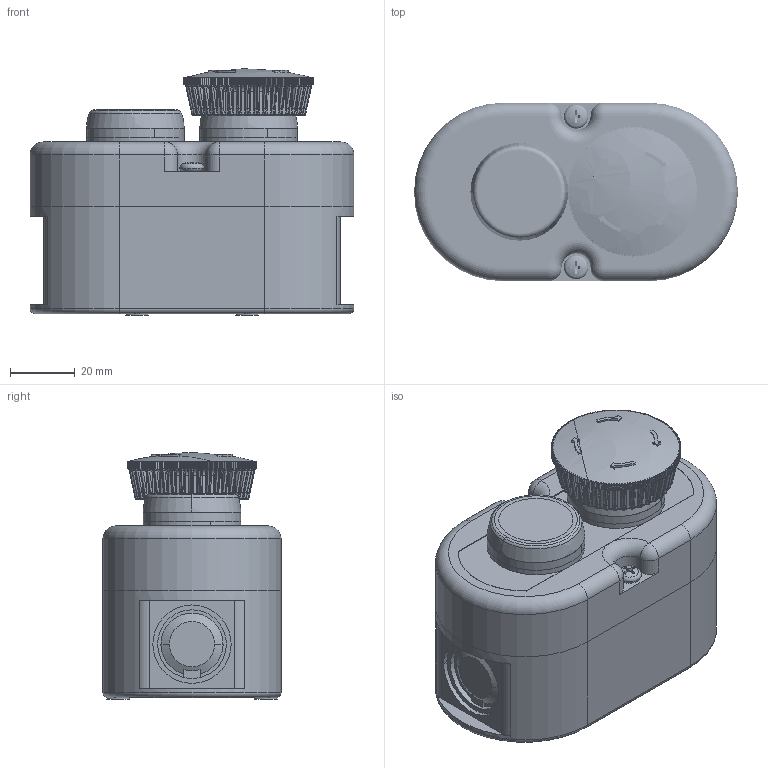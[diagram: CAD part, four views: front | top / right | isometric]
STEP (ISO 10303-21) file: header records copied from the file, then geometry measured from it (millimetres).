
FILE_DESCRIPTION((''),'2;1');
FILE_NAME('SINGLE_STATION_STOP__004771447_ASM','2023-10-09T09:37:47',('klemen.sitar'),('Audax d.o.o.'),'CREO PARAMETRIC BY PTC INC, 2021304','CREO PARAMETRIC BY PTC INC, 2021304','');
FILE_SCHEMA(('AP242_MANAGED_MODEL_BASED_3D_ENGINEERING_MIM_LF { 1 0 10303 442 1 1 4 }'));
Length unit declared in the file: millimetre
Products named in the file (25): TOP_COVER_SINGLE_STATION_FINA_2; PRT0003; SELF_TAPPING_SCREW_M4_5_1_1; HB122002_LOCKING_NUT; MUSHROOM_HEAD_PUSH_TURN; HB192003_COLLAR; HB152008_SEALING_RING; PRT0002; EMNRMH1_GENX_MUSHROOM_HEAD_PT_M_ASM; HB400035_COMPRESSION_SPRING_1; HB122002_LOCKING_NUT_1_2; MUSHROOM_HEAD_PUSH_TURN_1_2; MUSHROOM_HEAD_PUSH_TURN_12_10_2; HB100134_LENS_FOR_MUSH_HEAD_P_1; HB111007_LENS_HOLDER_FOR_MUSH_1; HB192003_COLLAR_1_2; HB152002_WASHER_B_M_H__1; HA650005_SCREW_1; HA650004_STAR_WASHER_1; HB153005_GROMMET_NEW_MUSHROOM_1; HB152008_SEALING_RING_1_2; M3X12_1; HEX_NUT_NEW__0_1; EMNRMH1_GENX_MUSHROOM_HEAD_PT_3_ASM; SINGLE_STATION_STOP__004771447_ASM
Assembly tree (25 placements, depth 3):
  SINGLE_STATION_STOP__004771447_ASM
    TOP_COVER_SINGLE_STATION_FINA_2
    PRT0003
    SELF_TAPPING_SCREW_M4_5_1_1  x2
    EMNRMH1_GENX_MUSHROOM_HEAD_PT_M_ASM
      HB122002_LOCKING_NUT
      MUSHROOM_HEAD_PUSH_TURN
      HB192003_COLLAR
      HB152008_SEALING_RING
      PRT0002
    EMNRMH1_GENX_MUSHROOM_HEAD_PT_3_ASM
      HB400035_COMPRESSION_SPRING_1
      HB122002_LOCKING_NUT_1_2
      MUSHROOM_HEAD_PUSH_TURN_1_2
      MUSHROOM_HEAD_PUSH_TURN_12_10_2
      HB100134_LENS_FOR_MUSH_HEAD_P_1
      HB111007_LENS_HOLDER_FOR_MUSH_1
      HB192003_COLLAR_1_2
      HB152002_WASHER_B_M_H__1
      HA650005_SCREW_1
      HA650004_STAR_WASHER_1
      HB153005_GROMMET_NEW_MUSHROOM_1
      HB152008_SEALING_RING_1_2
      M3X12_1
      HEX_NUT_NEW__0_1
Bounding box: 100 x 55 x 76.1 mm (x, y, z)
Volume: 154608.4 mm3; surface area: 86651.7 mm2
Topology: 23 solids, 23 shells, 3707 faces, 10107 edges, 6491 vertices
Faces by surface type: plane 1723, cylinder 1014, bspline 459, torus 270, cone 140, sphere 93, extrusion 8
Entity records: 220587 total; most frequent: CARTESIAN_POINT 91979, ORIENTED_EDGE 19726, DIRECTION 16242, PRESENTATION_STYLE_ASSIGNMENT 9905, STYLED_ITEM 9902, EDGE_CURVE 9863, CURVE_STYLE 7525, VERTEX_POINT 6393
